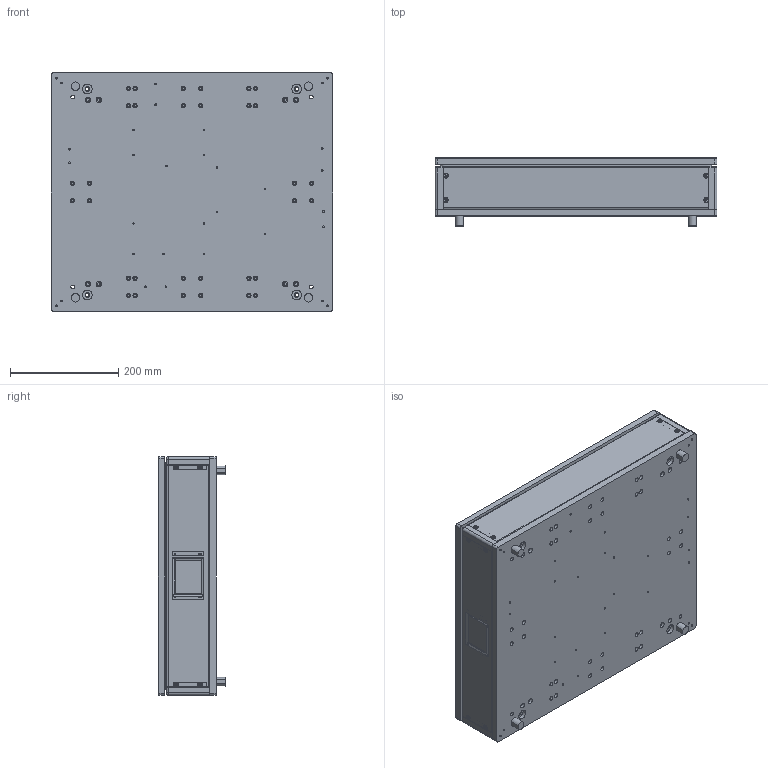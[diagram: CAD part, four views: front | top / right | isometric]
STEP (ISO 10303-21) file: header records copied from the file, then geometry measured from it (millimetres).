
FILE_DESCRIPTION (( 'STEP AP203' ), '1' );
FILE_NAME ('516450.STEP', '2025-01-03T03:58:49', ( 'Windows User' ), ( 'P R C' ), 'SwSTEP 2.0', 'SolidWorks 2020', '' );
FILE_SCHEMA (( 'CONFIG_CONTROL_DESIGN' ));
Length unit declared in the file: millimetre
Products named in the file (1): 516450
Bounding box: 520 x 125 x 440 mm (x, y, z)
Volume: 8609808.1 mm3; surface area: 2232578.4 mm2
Topology: 37 solids, 37 shells, 1409 faces, 3368 edges, 2166 vertices
Faces by surface type: plane 695, cylinder 569, cone 116, bspline 29
Full cylindrical faces by diameter (mm): 1 x18, 2.5 x24, 3 x2, 3.3 x58, 3.5 x2, 4 x16, 4.2 x18, 4.3 x32, 4.5 x38, 5 x1, 5.1 x4, 5.2 x26, 5.5 x8, 6.5 x4, 6.8 x8, 7.53 x16, 8 x72, 8.1 x4, 9 x18, 10 x16, 11 x4, 15 x4, 18 x4, 20.5 x4, 26 x4, 32.1 x4
Entity records: 39214 total; most frequent: CARTESIAN_POINT 6990, DIRECTION 6835, ORIENTED_EDGE 5522, EDGE_CURVE 2761, AXIS2_PLACEMENT_3D 2707, EDGE_LOOP 2593, VERTEX_POINT 2100, FACE_OUTER_BOUND 1838
